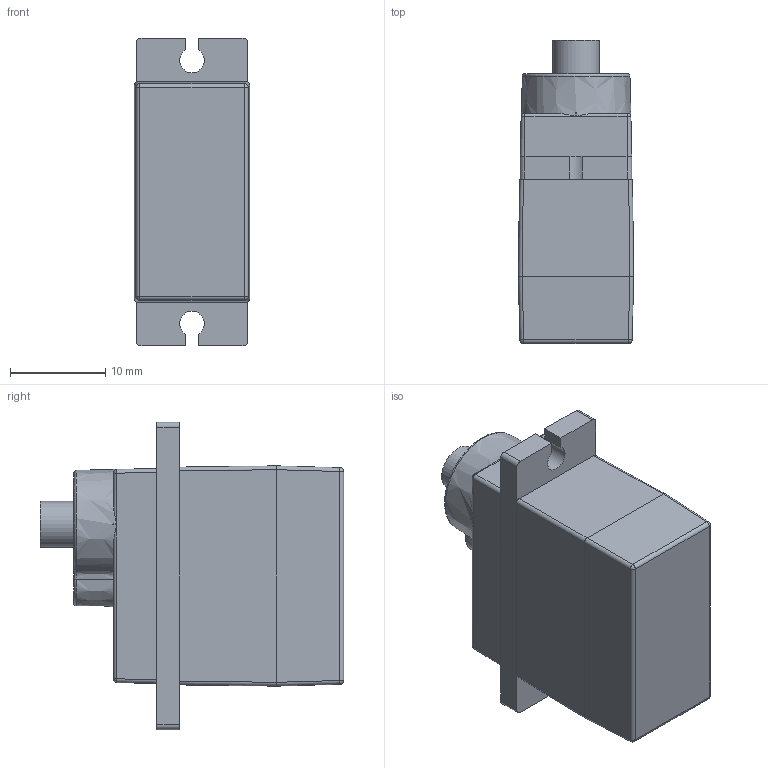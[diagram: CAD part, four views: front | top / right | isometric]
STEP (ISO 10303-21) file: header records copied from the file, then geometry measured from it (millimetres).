
FILE_DESCRIPTION(/* description */ (''),/* implementation_level */ '2;1');
FILE_NAME(/* name */ 'MG90S NO TEETH.step',/* time_stamp */ '2024-10-22T09:49:51+02:00',/* author */ (''),/* organization */ (''),/* preprocessor_version */ 'ST-DEVELOPER v20',/* originating_system */ 'Autodesk Translation Framework v13.20.0.188',/* authorisation */ '');
FILE_SCHEMA (('AUTOMOTIVE_DESIGN { 1 0 10303 214 3 1 1 }'));
Length unit declared in the file: millimetre
Products named in the file (1): MG90S
Bounding box: 12.1 x 31.8 x 32.25 mm (x, y, z)
Volume: 7305.7 mm3; surface area: 2657.7 mm2
Topology: 1 solids, 1 shells, 80 faces, 205 edges, 128 vertices
Faces by surface type: plane 34, cylinder 30, bspline 12, sphere 4
Full cylindrical faces by diameter (mm): 4.85 x1
Entity records: 3198 total; most frequent: CARTESIAN_POINT 1303, ORIENTED_EDGE 410, DIRECTION 363, EDGE_CURVE 205, VERTEX_POINT 128, AXIS2_PLACEMENT_3D 127, LINE 109, VECTOR 109
